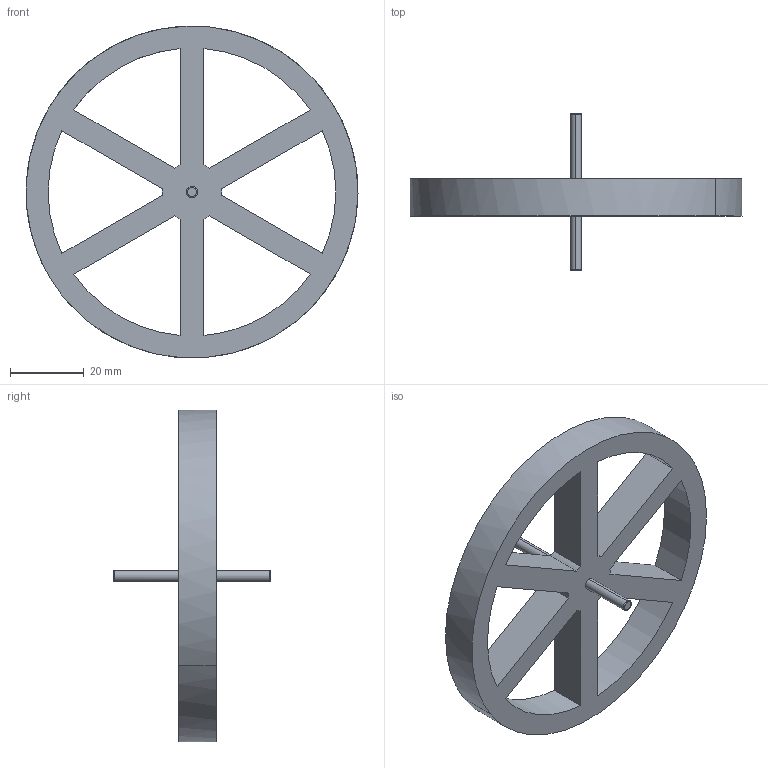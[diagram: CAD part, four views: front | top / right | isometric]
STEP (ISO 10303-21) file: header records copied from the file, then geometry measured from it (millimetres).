
FILE_DESCRIPTION(/* description */ (''),/* implementation_level */ '2;1');
FILE_NAME(/* name */ 'AEK-MC-FW',/* time_stamp */ '2020-04-15T14:55:05+02:00',/* author */ (''),/* organization */ (''),/* preprocessor_version */ 'ST-DEVELOPER v15',/* originating_system */ '',/* authorisation */ '');
FILE_SCHEMA (('AUTOMOTIVE_DESIGN'));
Length unit declared in the file: millimetre
Products named in the file (1): Document
Bounding box: 90 x 42.59 x 89.92 mm (x, y, z)
Volume: 30733.6 mm3; surface area: 15395.2 mm2
Topology: 2 solids, 2 shells, 38 faces, 98 edges, 64 vertices
Faces by surface type: bspline 22, plane 16
Entity records: 1349 total; most frequent: CARTESIAN_POINT 720, ORIENTED_EDGE 196, EDGE_CURVE 98, VERTEX_POINT 64, EDGE_LOOP 52, B_SPLINE_CURVE_WITH_KNOTS 49, ADVANCED_FACE 38, FACE_OUTER_BOUND 38
